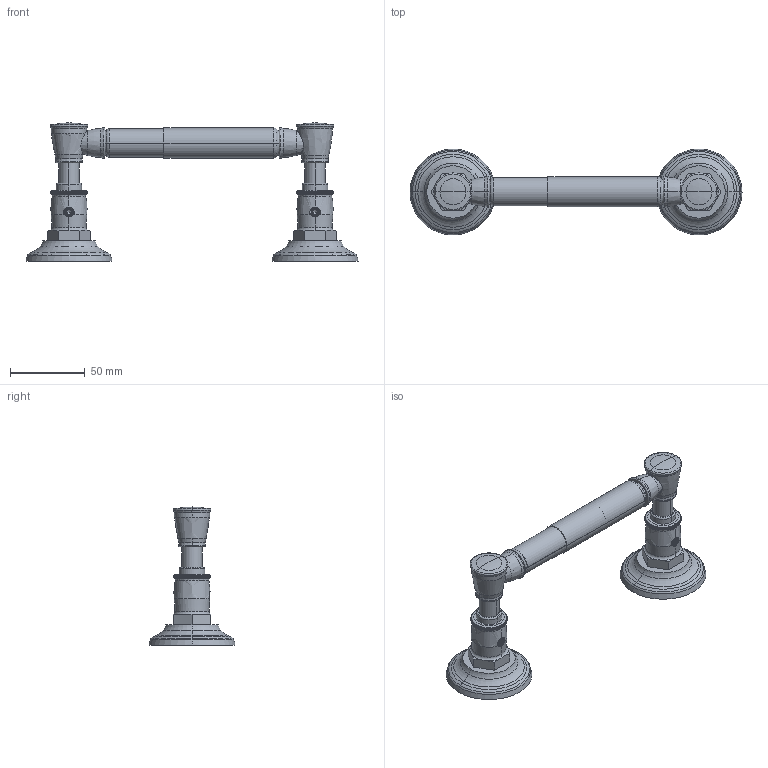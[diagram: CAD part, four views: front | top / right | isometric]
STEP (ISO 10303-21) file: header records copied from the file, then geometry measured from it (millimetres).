
FILE_DESCRIPTION((''),'2;1');
FILE_NAME('40-28_ASM','2016-07-20T',('rsmith'),(''),'PRO/ENGINEER BY PARAMETRIC TECHNOLOGY CORPORATION, 2013150','PRO/ENGINEER BY PARAMETRIC TECHNOLOGY CORPORATION, 2013150','');
FILE_SCHEMA(('CONFIG_CONTROL_DESIGN'));
Length unit declared in the file: inch
Products named in the file (12): 40553; 40530; 6XXB; 92031; 40531; 10452; 10453; 2-184_19-29_ASM; 40539; 92125; 91577; 40-28_ASM
Assembly tree (17 placements, depth 3):
  40-28_ASM
    40553  x2
    40530
    6XXB  x2
    92031  x2
    40531  x2
    2-184_19-29_ASM
      10452
      10453
    40539
    92125  x2
    91577  x2
Bounding box: 222.79 x 57.69 x 92.69 mm (x, y, z)
Volume: 84479 mm3; surface area: 93931.4 mm2
Topology: 16 solids, 24 shells, 1880 faces, 3966 edges, 2498 vertices
Faces by surface type: plane 1136, cylinder 262, bspline 194, torus 152, cone 128, revolution 8
Entity records: 66624 total; most frequent: CARTESIAN_POINT 36915, ORIENTED_EDGE 6074, DIRECTION 5239, EDGE_CURVE 3059, AXIS2_PLACEMENT_3D 2051, VERTEX_POINT 1942, EDGE_LOOP 1931, FACE_OUTER_BOUND 1522
